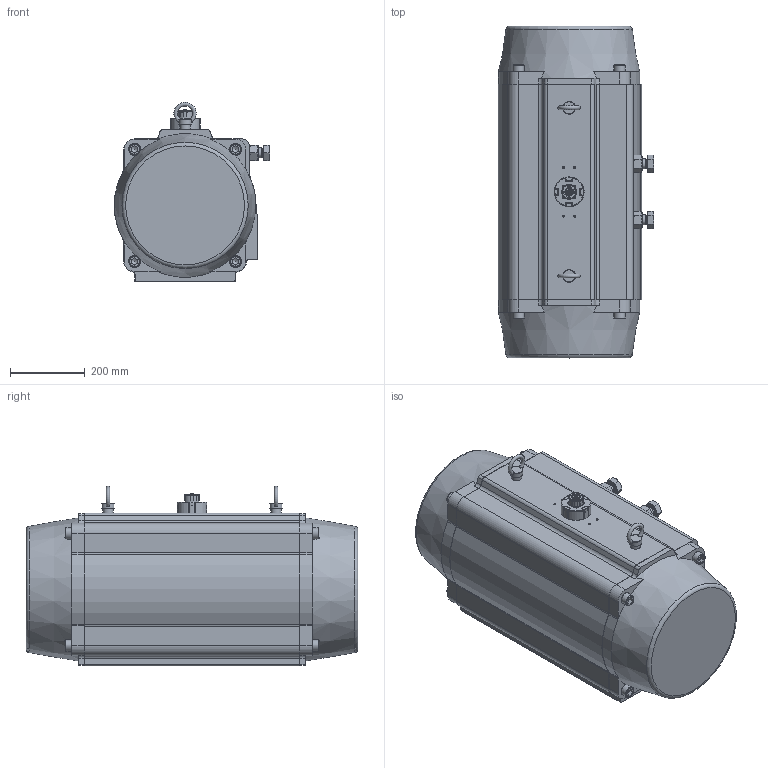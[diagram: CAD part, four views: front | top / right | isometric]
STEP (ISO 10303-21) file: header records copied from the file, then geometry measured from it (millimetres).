
FILE_DESCRIPTION(/* description */ (''),/* implementation_level */ '2;1');
FILE_NAME(/* name */ 'C-350DA（F26F16-46x46五角）.step',/* time_stamp */ '2026-02-05T15:30:52+08:00',/* author */ (''),/* organization */ (''),/* preprocessor_version */ 'ST-DEVELOPER v16',/* originating_system */ 'SIEMENS PLM Software NX 10.0',/* authorisation */ '');
FILE_SCHEMA (('AUTOMOTIVE_DESIGN { 1 0 10303 214 3 1 1 1 }'));
Products named in the file (25): 指示器螺钉; 指示器垫片; 指示器92-105; C-350体调节螺钉; C-350指示器; C-350凸轮; 新C350端盖; C-350内垫片; C-350齿套垫圈; C-350齿套; 键; C-350体调节螺母; 吊环; 吊环支承圈; 端盖紧固螺钉; 卡簧; C-350外垫片; C-350外不锈钢垫片; 新C-350缸体; C-350上轴O型圈; C-350下轴O型圈; C-350上轴支承圈; C-350下轴支承圈; 新C-350轴; C-350新型总装
Assembly tree (36 placements, depth 2):
  C-350新型总装
    新C-350轴
    C-350下轴支承圈
    C-350上轴支承圈
    C-350下轴O型圈
    C-350上轴O型圈
    新C-350缸体
    C-350外不锈钢垫片
    C-350外垫片
    卡簧
    端盖紧固螺钉  x8
    吊环支承圈  x2
    吊环  x2
    C-350体调节螺母  x2
    键
    C-350齿套
    C-350齿套垫圈
    C-350内垫片
    新C350端盖  x2
    C-350凸轮
    C-350指示器
    C-350体调节螺钉  x2
    指示器92-105
    指示器垫片
    指示器螺钉
Bounding box: 417 x 888 x 479.93 mm (x, y, z)
Volume: 37772488.5 mm3; surface area: 3764513.1 mm2
Topology: 58 solids, 58 shells, 1770 faces, 4731 edges, 3107 vertices
Faces by surface type: plane 649, cylinder 535, cone 255, extrusion 240, torus 69, bspline 22
Full cylindrical faces by diameter (mm): 3 x2, 4.2 x4, 5 x7, 6 x1, 6.5 x1, 8.5 x2, 10 x1, 12 x2, 14 x13, 15 x2, 16 x2, 17 x2, 17.292 x8, 17.294 x8, 17.5 x12, 17.8 x1, 19.5 x2, 20 x16, 21.5 x8, 22.8 x1, 23.752 x2, 24.077 x2, 24.833 x2, 24.835 x2, 27 x6, 27.001 x2, 28 x2, 30 x8, 32 x8, 34 x2
Entity records: 54769 total; most frequent: CARTESIAN_POINT 20931, ORIENTED_EDGE 6884, DIRECTION 6298, EDGE_CURVE 3442, VERTEX_POINT 2425, AXIS2_PLACEMENT_3D 2319, EDGE_LOOP 1727, VECTOR 1660
